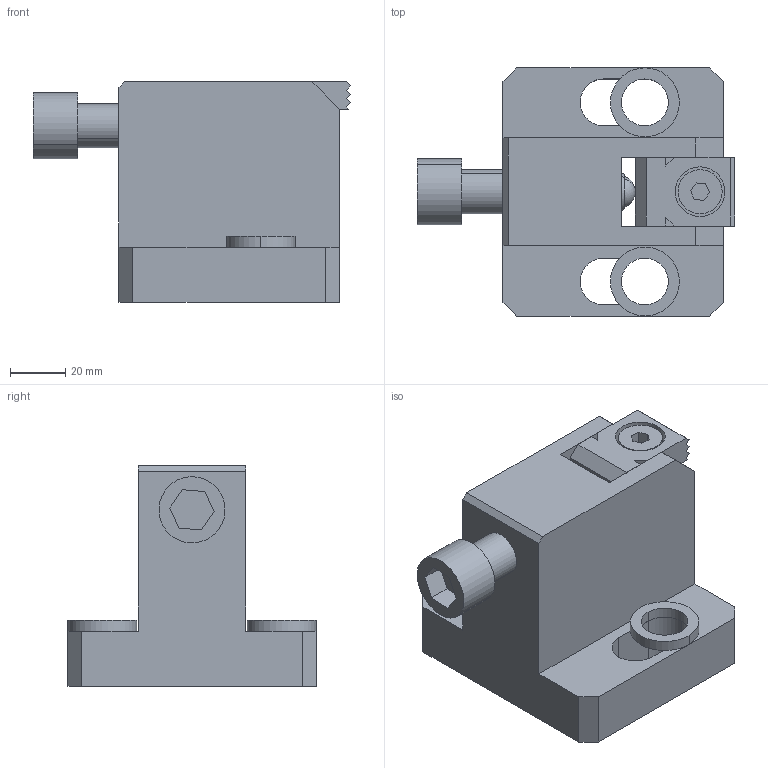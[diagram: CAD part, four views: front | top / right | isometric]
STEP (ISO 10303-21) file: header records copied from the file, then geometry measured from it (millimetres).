
FILE_DESCRIPTION (( 'STEP AP203' ), '1' );
FILE_NAME ('cp101-16080.STEP', '2021-10-25T23:49:25', ( '' ), ( '' ), 'SwSTEP 2.0', 'SolidWorks 2020', '' );
FILE_SCHEMA (( 'CONFIG_CONTROL_DESIGN' ));
Length unit declared in the file: millimetre
Products named in the file (5): cp101-16080_03; cp101-16080_04; cp101-16080; cp101-16080_01; cp101-16080_02
Assembly tree (4 placements, depth 2):
  cp101-16080
    cp101-16080_01
    cp101-16080_02
    cp101-16080_03
    cp101-16080_04
Bounding box: 115 x 90 x 80 mm (x, y, z)
Volume: 303486.1 mm3; surface area: 58653.9 mm2
Topology: 4 solids, 6 shells, 140 faces, 342 edges, 227 vertices
Faces by surface type: plane 92, cylinder 40, cone 6, sphere 2
Entity records: 4661 total; most frequent: DIRECTION 728, CARTESIAN_POINT 716, ORIENTED_EDGE 684, EDGE_CURVE 342, LINE 250, VECTOR 250, AXIS2_PLACEMENT_3D 239, VERTEX_POINT 227
